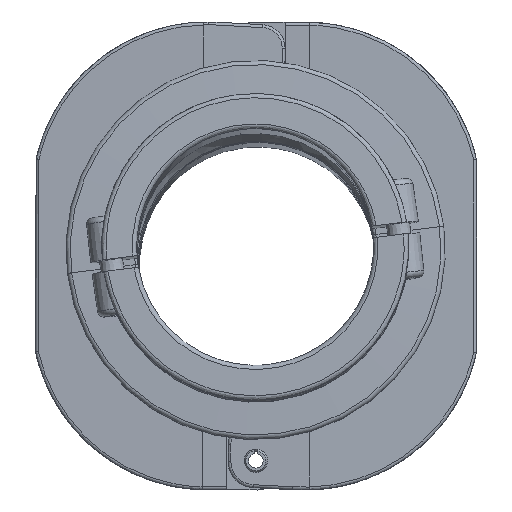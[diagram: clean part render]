
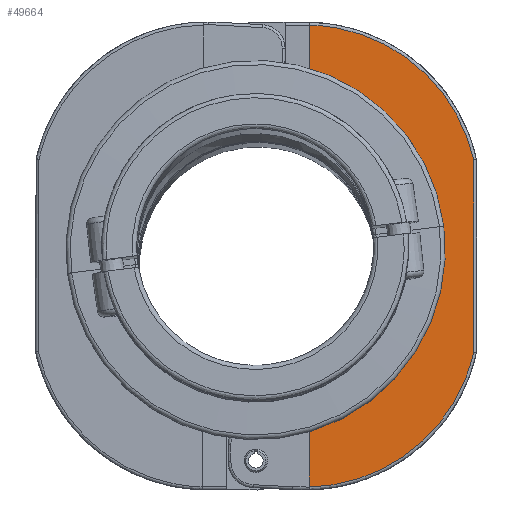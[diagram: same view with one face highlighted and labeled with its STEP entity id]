
A CAD part, front view. The second image highlights one B-rep face of the part: STEP entity #49664.
In plain terms, the highlighted planar face has unit normal (0.018, -1, 0).
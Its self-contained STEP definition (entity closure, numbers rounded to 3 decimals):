
#1250 = VERTEX_POINT ( 'NONE', #57237 ) ;
#1524 = DIRECTION ( 'NONE',  ( 1., 0.017, 0. ) ) ;
#3043 = LINE ( 'NONE', #12032, #43549 ) ;
#5039 = VERTEX_POINT ( 'NONE', #31381 ) ;
#5100 = CARTESIAN_POINT ( 'NONE',  ( -0.983, -22.019, 32.89 ) ) ;
#5108 = DIRECTION ( 'NONE',  ( 0., 0., -1. ) ) ;
#5172 = CARTESIAN_POINT ( 'NONE',  ( -0.983, -22.019, -32.89 ) ) ;
#9111 = EDGE_CURVE ( 'NONE', #40481, #45104, #56527, .T. ) ;
#9742 = ORIENTED_EDGE ( 'NONE', *, *, #9111, .T. ) ;
#10231 = CARTESIAN_POINT ( 'NONE',  ( -57.143, -23., 0. ) ) ;
#11291 = EDGE_CURVE ( 'NONE', #1250, #48058, #21515, .T. ) ;
#11409 = EDGE_CURVE ( 'NONE', #17372, #40481, #39787, .T. ) ;
#12032 = CARTESIAN_POINT ( 'NONE',  ( -57.143, -23., 0. ) ) ;
#14168 = AXIS2_PLACEMENT_3D ( 'NONE', #24859, #20637, #56935 ) ;
#15007 = EDGE_LOOP ( 'NONE', ( #9742, #38020, #39128, #52275, #25667, #42344, #38023 ) ) ;
#15598 = CARTESIAN_POINT ( 'NONE',  ( -57.16, -23., 0. ) ) ;
#16707 = AXIS2_PLACEMENT_3D ( 'NONE', #58892, #17229, #48754 ) ;
#17229 = DIRECTION ( 'NONE',  ( -0.017, 1., 0. ) ) ;
#17372 = VERTEX_POINT ( 'NONE', #5172 ) ;
#17565 = CARTESIAN_POINT ( 'NONE',  ( -0.983, -22.019, -32.89 ) ) ;
#19920 = CIRCLE ( 'NONE', #14168, 56.771 ) ;
#20545 = VECTOR ( 'NONE', #22046, 1000. ) ;
#20637 = DIRECTION ( 'NONE',  ( -0.017, 1., 0. ) ) ;
#21515 = CIRCLE ( 'NONE', #16707, 56.771 ) ;
#21921 = EDGE_CURVE ( 'NONE', #56298, #1250, #19920, .T. ) ;
#22046 = DIRECTION ( 'NONE',  ( 0., 0., 1. ) ) ;
#22560 = VECTOR ( 'NONE', #5108, 1000. ) ;
#23752 = DIRECTION ( 'NONE',  ( 0.017, -1., 0. ) ) ;
#24711 = EDGE_CURVE ( 'NONE', #5039, #17372, #53619, .T. ) ;
#24859 = CARTESIAN_POINT ( 'NONE',  ( -75.093, -23.313, 0. ) ) ;
#25667 = ORIENTED_EDGE ( 'NONE', *, *, #57705, .T. ) ;
#26201 = CARTESIAN_POINT ( 'NONE',  ( -57.143, -23., 53.858 ) ) ;
#26719 = CARTESIAN_POINT ( 'NONE',  ( -0.983, -22.019, 32.89 ) ) ;
#27614 = CARTESIAN_POINT ( 'NONE',  ( -57.143, -23., 79. ) ) ;
#30890 = CARTESIAN_POINT ( 'NONE',  ( -57.143, -23., -53.858 ) ) ;
#31102 = CARTESIAN_POINT ( 'NONE',  ( -7.138, -22.127, -60.421 ) ) ;
#31381 = CARTESIAN_POINT ( 'NONE',  ( -57.143, -23., -79. ) ) ;
#32100 = CARTESIAN_POINT ( 'NONE',  ( -7.138, -22.127, 60.421 ) ) ;
#34874 = DIRECTION ( 'NONE',  ( 0., 0., -1. ) ) ;
#38020 = ORIENTED_EDGE ( 'NONE', *, *, #52856, .T. ) ;
#38023 = ORIENTED_EDGE ( 'NONE', *, *, #11409, .T. ) ;
#38300 = CARTESIAN_POINT ( 'NONE',  ( -57.143, -23., 79. ) ) ;
#39128 = ORIENTED_EDGE ( 'NONE', *, *, #21921, .T. ) ;
#39787 = LINE ( 'NONE', #58010, #20545 ) ;
#40140 = CARTESIAN_POINT ( 'NONE',  ( -57.143, -23., -79. ) ) ;
#40481 = VERTEX_POINT ( 'NONE', #5100 ) ;
#42344 = ORIENTED_EDGE ( 'NONE', *, *, #24711, .T. ) ;
#43549 = VECTOR ( 'NONE', #34874, 1000. ) ;
#45040 = CARTESIAN_POINT ( 'NONE',  ( -28.941, -22.507, 78.322 ) ) ;
#45104 = VERTEX_POINT ( 'NONE', #38300 ) ;
#46227 = LINE ( 'NONE', #10231, #22560 ) ;
#48058 = VERTEX_POINT ( 'NONE', #30890 ) ;
#48754 = DIRECTION ( 'NONE',  ( 1., 0.017, 0. ) ) ;
#49664 = ADVANCED_FACE ( 'NONE', ( #51906 ), #52492, .T. ) ;
#51906 = FACE_OUTER_BOUND ( 'NONE', #15007, .T. ) ;
#52275 = ORIENTED_EDGE ( 'NONE', *, *, #11291, .T. ) ;
#52492 = PLANE ( 'NONE',  #57260 ) ;
#52856 = EDGE_CURVE ( 'NONE', #45104, #56298, #3043, .T. ) ;
#53619 =( BOUNDED_CURVE ( )  B_SPLINE_CURVE ( 3, ( #40140, #58649, #31102, #17565 ),
 .UNSPECIFIED., .F., .T. ) 
 B_SPLINE_CURVE_WITH_KNOTS ( ( 4, 4 ),
 ( 1.595, 2.922 ),
 .UNSPECIFIED. ) 
 CURVE ( )  GEOMETRIC_REPRESENTATION_ITEM ( )  RATIONAL_B_SPLINE_CURVE ( ( 1., 0.859, 0.859, 1. ) ) 
 REPRESENTATION_ITEM ( '' )  );
#56298 = VERTEX_POINT ( 'NONE', #26201 ) ;
#56527 =( BOUNDED_CURVE ( )  B_SPLINE_CURVE ( 3, ( #26719, #32100, #45040, #27614 ),
 .UNSPECIFIED., .F., .T. ) 
 B_SPLINE_CURVE_WITH_KNOTS ( ( 4, 4 ),
 ( 3.362, 4.688 ),
 .UNSPECIFIED. ) 
 CURVE ( )  GEOMETRIC_REPRESENTATION_ITEM ( )  RATIONAL_B_SPLINE_CURVE ( ( 1., 0.859, 0.859, 1. ) ) 
 REPRESENTATION_ITEM ( '' )  );
#56935 = DIRECTION ( 'NONE',  ( 1., 0.017, 0. ) ) ;
#57237 = CARTESIAN_POINT ( 'NONE',  ( -18.331, -22.322, 0. ) ) ;
#57260 = AXIS2_PLACEMENT_3D ( 'NONE', #15598, #23752, #1524 ) ;
#57705 = EDGE_CURVE ( 'NONE', #48058, #5039, #46227, .T. ) ;
#58010 = CARTESIAN_POINT ( 'NONE',  ( -0.983, -22.019, 0. ) ) ;
#58649 = CARTESIAN_POINT ( 'NONE',  ( -28.941, -22.507, -78.322 ) ) ;
#58892 = CARTESIAN_POINT ( 'NONE',  ( -75.093, -23.313, 0. ) ) ;
